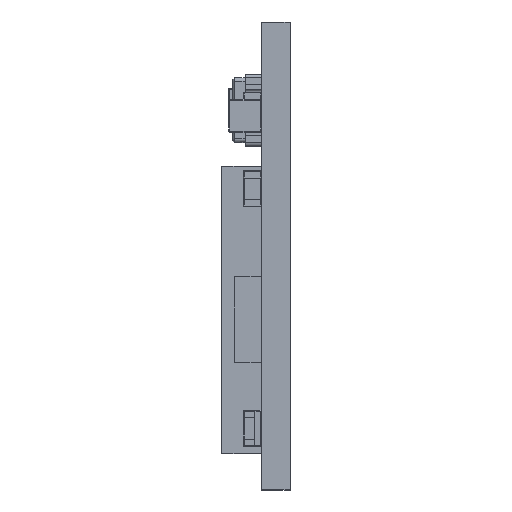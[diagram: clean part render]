
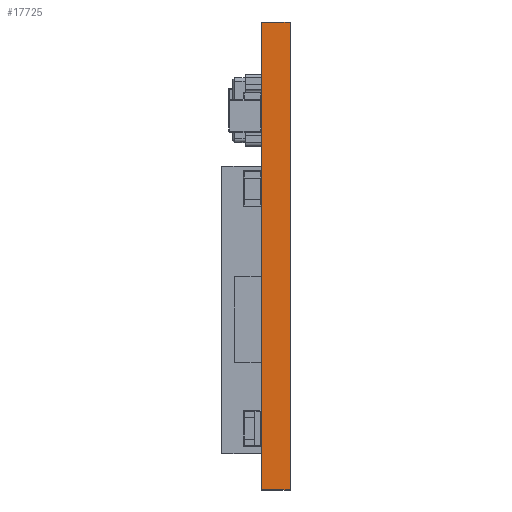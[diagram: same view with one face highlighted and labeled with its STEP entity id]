
A CAD part, left-side view. The second image highlights one B-rep face of the part: STEP entity #17725.
In plain terms, the highlighted free-form (B-spline) face has degree [1, 1] with [2, 2] control points.
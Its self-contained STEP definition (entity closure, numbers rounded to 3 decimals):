
#17696 = VERTEX_POINT('',#17697);
#17697 = CARTESIAN_POINT('',(-6.725,41.814,
    14.427));
#17702 = EDGE_CURVE('',#17703,#17696,#17705,.T.);
#17703 = VERTEX_POINT('',#17704);
#17704 = CARTESIAN_POINT('',(-6.725,42.544,
    14.427));
#17705 = B_SPLINE_CURVE_WITH_KNOTS('',1,(#17706,#17707),.UNSPECIFIED.,
  .F.,.F.,(2,2),(0.,0.801),.PIECEWISE_BEZIER_KNOTS.);
#17706 = CARTESIAN_POINT('',(-6.725,42.544,
    14.427));
#17707 = CARTESIAN_POINT('',(-6.725,41.814,
    14.427));
#17725 = ADVANCED_FACE('',(#17726),#17748,.F.);
#17726 = FACE_BOUND('',#17727,.T.);
#17727 = EDGE_LOOP('',(#17728,#17735,#17742,#17747));
#17728 = ORIENTED_EDGE('',*,*,#17729,.T.);
#17729 = EDGE_CURVE('',#17696,#17730,#17732,.T.);
#17730 = VERTEX_POINT('',#17731);
#17731 = CARTESIAN_POINT('',(-6.725,41.814,
    26.27));
#17732 = B_SPLINE_CURVE_WITH_KNOTS('',1,(#17733,#17734),.UNSPECIFIED.,
  .F.,.F.,(2,2),(0.,13.),.PIECEWISE_BEZIER_KNOTS.);
#17733 = CARTESIAN_POINT('',(-6.725,41.814,
    14.427));
#17734 = CARTESIAN_POINT('',(-6.725,41.814,
    26.27));
#17735 = ORIENTED_EDGE('',*,*,#17736,.F.);
#17736 = EDGE_CURVE('',#17737,#17730,#17739,.T.);
#17737 = VERTEX_POINT('',#17738);
#17738 = CARTESIAN_POINT('',(-6.725,42.544,
    26.27));
#17739 = B_SPLINE_CURVE_WITH_KNOTS('',1,(#17740,#17741),.UNSPECIFIED.,
  .F.,.F.,(2,2),(0.,0.801),.PIECEWISE_BEZIER_KNOTS.);
#17740 = CARTESIAN_POINT('',(-6.725,42.544,
    26.27));
#17741 = CARTESIAN_POINT('',(-6.725,41.814,
    26.27));
#17742 = ORIENTED_EDGE('',*,*,#17743,.F.);
#17743 = EDGE_CURVE('',#17703,#17737,#17744,.T.);
#17744 = B_SPLINE_CURVE_WITH_KNOTS('',1,(#17745,#17746),.UNSPECIFIED.,
  .F.,.F.,(2,2),(0.,13.),.PIECEWISE_BEZIER_KNOTS.);
#17745 = CARTESIAN_POINT('',(-6.725,42.544,
    14.427));
#17746 = CARTESIAN_POINT('',(-6.725,42.544,
    26.27));
#17747 = ORIENTED_EDGE('',*,*,#17702,.T.);
#17748 = B_SPLINE_SURFACE_WITH_KNOTS('',1,1,(
    (#17749,#17750)
    ,(#17751,#17752
    )),.UNSPECIFIED.,.F.,.F.,.F.,(2,2),(2,2),(-0.001,0.8),(0.,13.),
  .PIECEWISE_BEZIER_KNOTS.);
#17749 = CARTESIAN_POINT('',(-6.725,42.544,
    26.27));
#17750 = CARTESIAN_POINT('',(-6.725,42.544,
    14.427));
#17751 = CARTESIAN_POINT('',(-6.725,41.814,
    26.27));
#17752 = CARTESIAN_POINT('',(-6.725,41.814,
    14.427));
